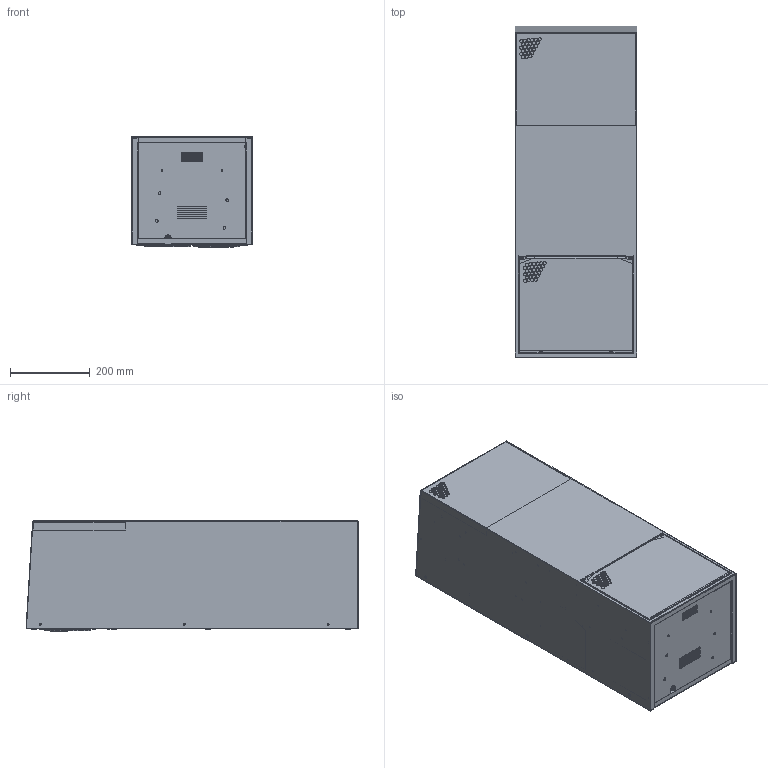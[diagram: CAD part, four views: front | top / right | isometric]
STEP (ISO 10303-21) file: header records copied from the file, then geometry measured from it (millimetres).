
FILE_DESCRIPTION (( 'STEP AP214' ), '1' );
FILE_NAME ('SCE-AC2550B120V-2.STEP', '2022-03-30T09:39:14', ( '' ), ( '' ), 'SwSTEP 2.0', 'SolidWorks 2021', '' );
FILE_SCHEMA (( 'AUTOMOTIVE_DESIGN' ));
Length unit declared in the file: inch
Products named in the file (1): SCE-AC2550B120V-2
Bounding box: 304 x 830.13 x 277.4 mm (x, y, z)
Volume: 1941421.8 mm3; surface area: 3131880.4 mm2
Topology: 54 solids, 54 shells, 2262 faces, 5898 edges, 3802 vertices
Faces by surface type: plane 1397, cylinder 621, cone 125, torus 103, bspline 16
Full cylindrical faces by diameter (mm): 1.8 x28, 2 x160, 3.2 x4, 4.3 x80, 4.5 x2, 5 x6, 6.5 x4, 7 x1, 8 x57, 12.037 x1
Entity records: 77927 total; most frequent: CARTESIAN_POINT 22300, DIRECTION 11040, ORIENTED_EDGE 10746, EDGE_CURVE 5373, AXIS2_PLACEMENT_3D 3822, VERTEX_POINT 3658, EDGE_LOOP 3445, VECTOR 3396
